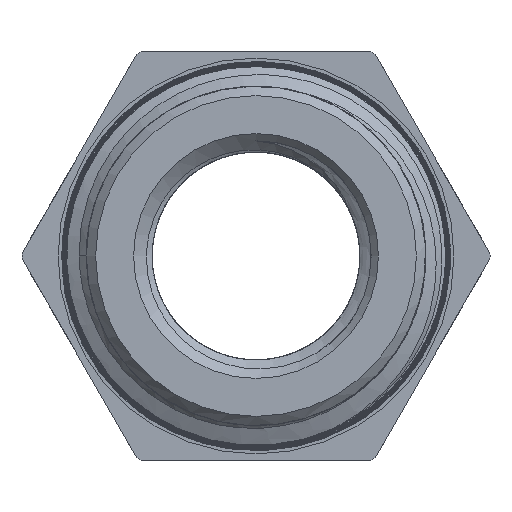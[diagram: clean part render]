
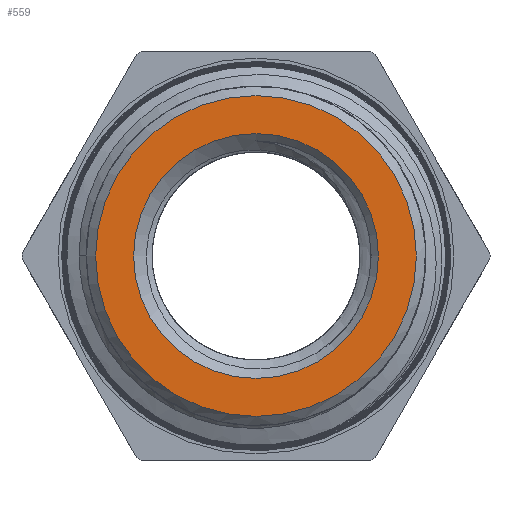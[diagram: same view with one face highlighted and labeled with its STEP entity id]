
A CAD part, left-side view. The second image highlights one B-rep face of the part: STEP entity #559.
In plain terms, the highlighted planar face has unit normal (-1, 0, 0).
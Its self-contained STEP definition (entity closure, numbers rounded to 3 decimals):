
#71=PLANE('',#626);
#95=FACE_BOUND('',#190,.T.);
#149=FACE_OUTER_BOUND('',#189,.T.);
#189=EDGE_LOOP('',(#507));
#190=EDGE_LOOP('',(#508));
#199=CIRCLE('',#577,10.968);
#202=CIRCLE('',#581,8.371);
#234=VERTEX_POINT('',#919);
#239=VERTEX_POINT('',#972);
#287=EDGE_CURVE('',#234,#234,#199,.T.);
#292=EDGE_CURVE('',#239,#239,#202,.T.);
#507=ORIENTED_EDGE('',*,*,#287,.T.);
#508=ORIENTED_EDGE('',*,*,#292,.T.);
#559=ADVANCED_FACE('',(#149,#95),#71,.T.);
#577=AXIS2_PLACEMENT_3D('',#920,#646,#647);
#581=AXIS2_PLACEMENT_3D('',#973,#654,#655);
#626=AXIS2_PLACEMENT_3D('',#7188,#762,#763);
#646=DIRECTION('center_axis',(-1.,0.,0.));
#647=DIRECTION('ref_axis',(0.,1.,0.));
#654=DIRECTION('center_axis',(1.,0.,0.));
#655=DIRECTION('ref_axis',(0.,1.,0.));
#762=DIRECTION('center_axis',(-1.,0.,0.));
#763=DIRECTION('ref_axis',(0.,0.,1.));
#919=CARTESIAN_POINT('',(-24.5,10.968,0.));
#920=CARTESIAN_POINT('Origin',(-24.5,0.,0.));
#972=CARTESIAN_POINT('',(-24.5,8.371,0.));
#973=CARTESIAN_POINT('Origin',(-24.5,0.,0.));
#7188=CARTESIAN_POINT('Origin',(-24.5,11.585,0.));
